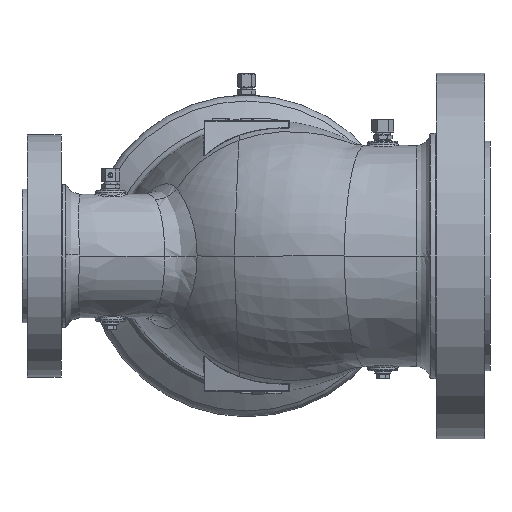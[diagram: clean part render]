
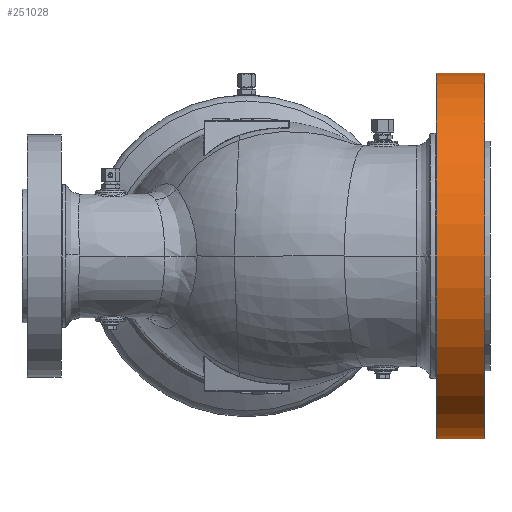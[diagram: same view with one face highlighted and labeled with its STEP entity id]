
A CAD part, front view. The second image highlights one B-rep face of the part: STEP entity #251028.
In plain terms, the highlighted cylindrical face has radius 215 mm (diameter 430 mm), a partial arc.
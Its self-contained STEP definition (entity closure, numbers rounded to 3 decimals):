
#13339 = FACE_OUTER_BOUND ( 'NONE', #96895, .T. ) ;
#36595 = VERTEX_POINT ( 'NONE', #187565 ) ;
#41387 = CYLINDRICAL_SURFACE ( 'NONE', #130199, 215. ) ;
#44451 = VECTOR ( 'NONE', #66313, 1000. ) ;
#45012 = CARTESIAN_POINT ( 'NONE',  ( 498., 0., 215. ) ) ;
#60929 = CARTESIAN_POINT ( 'NONE',  ( 554.6, 0., 215. ) ) ;
#66313 = DIRECTION ( 'NONE',  ( -1., 0., 0. ) ) ;
#69326 = CIRCLE ( 'NONE', #174968, 215. ) ;
#73230 = LINE ( 'NONE', #143813, #223606 ) ;
#75877 = DIRECTION ( 'NONE',  ( -1., 0., 0. ) ) ;
#76017 = ORIENTED_EDGE ( 'NONE', *, *, #149304, .T. ) ;
#79007 = VERTEX_POINT ( 'NONE', #181483 ) ;
#85441 = AXIS2_PLACEMENT_3D ( 'NONE', #119945, #219815, #99726 ) ;
#91890 = CARTESIAN_POINT ( 'NONE',  ( 554.6, 0., 0. ) ) ;
#96895 = EDGE_LOOP ( 'NONE', ( #241985, #76017, #156353, #170397 ) ) ;
#99726 = DIRECTION ( 'NONE',  ( 0., 0., 1. ) ) ;
#101177 = DIRECTION ( 'NONE',  ( 0., 0., 1. ) ) ;
#111274 = VERTEX_POINT ( 'NONE', #60929 ) ;
#112974 = DIRECTION ( 'NONE',  ( -1., 0., 0. ) ) ;
#116025 = CIRCLE ( 'NONE', #85441, 215. ) ;
#119945 = CARTESIAN_POINT ( 'NONE',  ( 498., 0., 0. ) ) ;
#130199 = AXIS2_PLACEMENT_3D ( 'NONE', #257343, #75877, #101177 ) ;
#143813 = CARTESIAN_POINT ( 'NONE',  ( 0., 0., 215. ) ) ;
#149304 = EDGE_CURVE ( 'Defeature ausgef�hrt1_90+Defeature ausgef�hrt1_43+Defeature ausgef�hrt1_43+Defeature ausgef�hrt1_43', #79007, #111274, #69326, .T. ) ;
#156353 = ORIENTED_EDGE ( 'NONE', *, *, #187553, .T. ) ;
#163654 = CARTESIAN_POINT ( 'NONE',  ( 0., 0., -215. ) ) ;
#166262 = EDGE_CURVE ( 'Defeature ausgef�hrt1_90+Defeature ausgef�hrt1_313+Defeature ausgef�hrt1_313+Defeature ausgef�hrt1_313', #213118, #36595, #116025, .T. ) ;
#170397 = ORIENTED_EDGE ( 'NONE', *, *, #166262, .T. ) ;
#173313 = EDGE_CURVE ( 'NONE', #79007, #36595, #219993, .T. ) ;
#174968 = AXIS2_PLACEMENT_3D ( 'NONE', #91890, #112974, #194444 ) ;
#181483 = CARTESIAN_POINT ( 'NONE',  ( 554.6, 0., -215. ) ) ;
#187553 = EDGE_CURVE ( 'NONE', #111274, #213118, #73230, .T. ) ;
#187565 = CARTESIAN_POINT ( 'NONE',  ( 498., 0., -215. ) ) ;
#194444 = DIRECTION ( 'NONE',  ( 0., 0., -1. ) ) ;
#213118 = VERTEX_POINT ( 'NONE', #45012 ) ;
#219815 = DIRECTION ( 'NONE',  ( 1., 0., 0. ) ) ;
#219993 = LINE ( 'NONE', #163654, #44451 ) ;
#220066 = DIRECTION ( 'NONE',  ( -1., 0., 0. ) ) ;
#223606 = VECTOR ( 'NONE', #220066, 1000. ) ;
#241985 = ORIENTED_EDGE ( 'NONE', *, *, #173313, .F. ) ;
#251028 = ADVANCED_FACE ( 'Defeature ausgef�hrt1_90', ( #13339 ), #41387, .T. ) ;
#257343 = CARTESIAN_POINT ( 'NONE',  ( 0., 0., 0. ) ) ;
